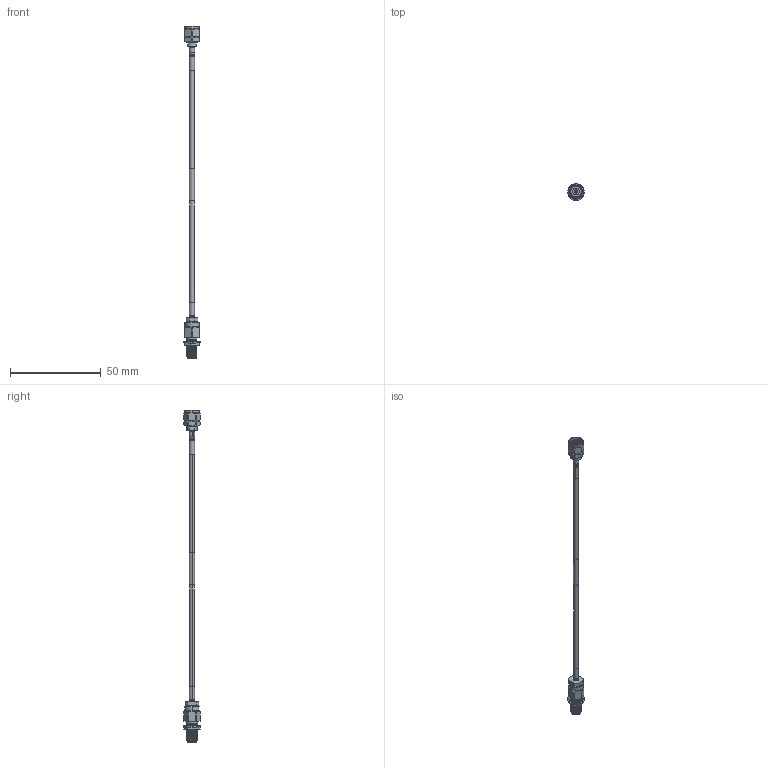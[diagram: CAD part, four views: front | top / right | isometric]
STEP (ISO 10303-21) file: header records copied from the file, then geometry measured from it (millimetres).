
FILE_DESCRIPTION (( 'STEP AP214' ), '1' );
FILE_NAME ('FMCA100348_3D.step', '2025-11-11T18:13:00', ( '' ), ( '' ), 'SwSTEP 2.0', 'SolidWorks 2025', '' );
FILE_SCHEMA (( 'AUTOMOTIVE_DESIGN' ));
Length unit declared in the file: inch
Products named in the file (6): Copy of HEAT SHRINK 2^FMCA100348; PE-SR405FLJ_WITH LABEL; FMCA100348_3D; PE45413; Copy of HEAT SHRINK^FMCA100348; PE4992
Assembly tree (5 placements, depth 2):
  FMCA100348_3D
    PE-SR405FLJ_WITH LABEL
    PE45413
    PE4992
    Copy of HEAT SHRINK^FMCA100348
    Copy of HEAT SHRINK 2^FMCA100348
Bounding box: 9.4 x 9.4 x 183.38 mm (x, y, z)
Volume: 2055 mm3; surface area: 3464.3 mm2
Topology: 9 solids, 9 shells, 437 faces, 1166 edges, 769 vertices
Faces by surface type: cylinder 170, plane 103, bspline 89, cone 57, torus 18
Entity records: 32842 total; most frequent: CARTESIAN_POINT 22655, ORIENTED_EDGE 2332, DIRECTION 1796, EDGE_CURVE 1166, VERTEX_POINT 769, AXIS2_PLACEMENT_3D 730, EDGE_LOOP 479, ADVANCED_FACE 437
